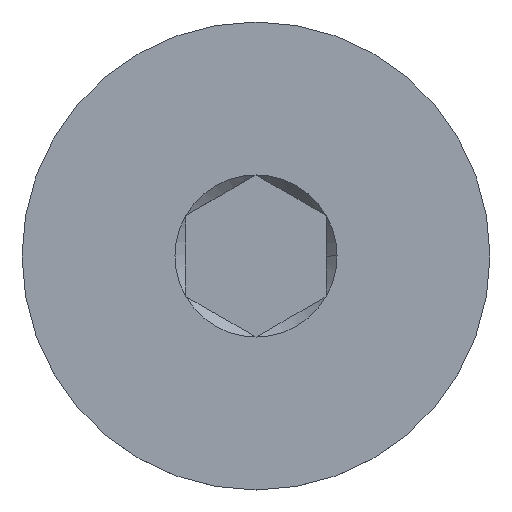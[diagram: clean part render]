
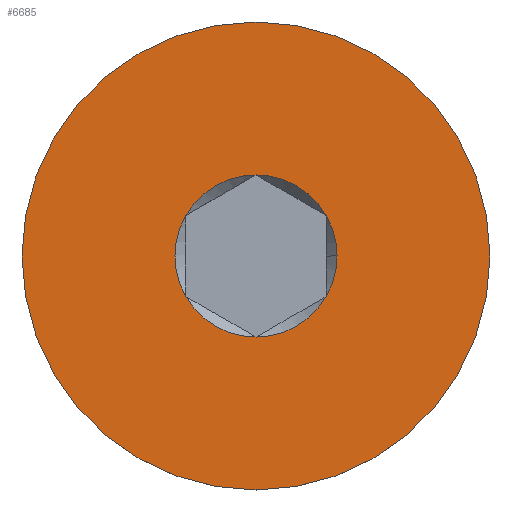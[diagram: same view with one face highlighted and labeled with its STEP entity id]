
A CAD part, top view. The second image highlights one B-rep face of the part: STEP entity #6685.
In plain terms, the highlighted planar face has unit normal (0, 0, 1).
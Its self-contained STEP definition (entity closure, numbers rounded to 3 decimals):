
#3 = CIRCLE ( 'NONE', #3082, 0.866 ) ;
#20 = EDGE_LOOP ( 'NONE', ( #5054, #5704, #122, #3997, #2722, #4884, #2466 ) ) ;
#53 = CARTESIAN_POINT ( 'NONE',  ( 0., 0., 1.5 ) ) ;
#81 = ORIENTED_EDGE ( 'NONE', *, *, #3955, .F. ) ;
#122 = ORIENTED_EDGE ( 'NONE', *, *, #579, .F. ) ;
#125 = EDGE_CURVE ( 'NONE', #6448, #6077, #3757, .T. ) ;
#283 = AXIS2_PLACEMENT_3D ( 'NONE', #2528, #905, #2489 ) ;
#285 = CARTESIAN_POINT ( 'NONE',  ( 0., 0.866, 1.5 ) ) ;
#397 = VERTEX_POINT ( 'NONE', #6363 ) ;
#455 = EDGE_CURVE ( 'NONE', #397, #6448, #5023, .T. ) ;
#489 = CIRCLE ( 'NONE', #1531, 0.866 ) ;
#506 = CIRCLE ( 'NONE', #283, 0.866 ) ;
#579 = EDGE_CURVE ( 'NONE', #1831, #397, #489, .T. ) ;
#668 = FACE_BOUND ( 'NONE', #20, .T. ) ;
#889 = CARTESIAN_POINT ( 'NONE',  ( 0., 0., 1.5 ) ) ;
#905 = DIRECTION ( 'NONE',  ( 0., 0., 1. ) ) ;
#1002 = DIRECTION ( 'NONE',  ( 0., 0., -1. ) ) ;
#1052 = DIRECTION ( 'NONE',  ( 1., 0., 0. ) ) ;
#1105 = DIRECTION ( 'NONE',  ( 1., 0., 0. ) ) ;
#1159 = CIRCLE ( 'NONE', #5476, 0.866 ) ;
#1192 = AXIS2_PLACEMENT_3D ( 'NONE', #2215, #6456, #2121 ) ;
#1266 = CARTESIAN_POINT ( 'NONE',  ( 0.75, 0.433, 1.5 ) ) ;
#1321 = FACE_OUTER_BOUND ( 'NONE', #3229, .T. ) ;
#1531 = AXIS2_PLACEMENT_3D ( 'NONE', #1603, #3211, #1052 ) ;
#1603 = CARTESIAN_POINT ( 'NONE',  ( 0., 0., 1.5 ) ) ;
#1831 = VERTEX_POINT ( 'NONE', #3024 ) ;
#1850 = EDGE_CURVE ( 'NONE', #5452, #1831, #6801, .T. ) ;
#1981 = CIRCLE ( 'NONE', #3830, 2.5 ) ;
#2080 = AXIS2_PLACEMENT_3D ( 'NONE', #889, #2363, #6616 ) ;
#2121 = DIRECTION ( 'NONE',  ( 1., 0., 0. ) ) ;
#2215 = CARTESIAN_POINT ( 'NONE',  ( 0., 0., 1.5 ) ) ;
#2223 = CARTESIAN_POINT ( 'NONE',  ( 0.866, 0., 1.5 ) ) ;
#2287 = CARTESIAN_POINT ( 'NONE',  ( 0., 0., 1.5 ) ) ;
#2309 = CARTESIAN_POINT ( 'NONE',  ( 0.75, -0.433, 1.5 ) ) ;
#2363 = DIRECTION ( 'NONE',  ( 0., 0., 1. ) ) ;
#2466 = ORIENTED_EDGE ( 'NONE', *, *, #5208, .F. ) ;
#2489 = DIRECTION ( 'NONE',  ( 1., 0., 0. ) ) ;
#2528 = CARTESIAN_POINT ( 'NONE',  ( 0., 0., 1.5 ) ) ;
#2684 = DIRECTION ( 'NONE',  ( 0., 0., 1. ) ) ;
#2722 = ORIENTED_EDGE ( 'NONE', *, *, #5546, .F. ) ;
#3019 = AXIS2_PLACEMENT_3D ( 'NONE', #4896, #2684, #5302 ) ;
#3024 = CARTESIAN_POINT ( 'NONE',  ( -0.75, 0.433, 1.5 ) ) ;
#3082 = AXIS2_PLACEMENT_3D ( 'NONE', #53, #4255, #1105 ) ;
#3117 = DIRECTION ( 'NONE',  ( 1., 0., 0. ) ) ;
#3174 = AXIS2_PLACEMENT_3D ( 'NONE', #2287, #4908, #3864 ) ;
#3211 = DIRECTION ( 'NONE',  ( 0., 0., 1. ) ) ;
#3229 = EDGE_LOOP ( 'NONE', ( #81, #4434 ) ) ;
#3433 = DIRECTION ( 'NONE',  ( 0., 0., 1. ) ) ;
#3517 = VERTEX_POINT ( 'NONE', #2223 ) ;
#3579 = CARTESIAN_POINT ( 'NONE',  ( 0., -2.5, 1.5 ) ) ;
#3672 = CARTESIAN_POINT ( 'NONE',  ( 0., 0., 1.5 ) ) ;
#3757 = CIRCLE ( 'NONE', #3019, 0.866 ) ;
#3772 = CARTESIAN_POINT ( 'NONE',  ( 0., 2.5, 1.5 ) ) ;
#3830 = AXIS2_PLACEMENT_3D ( 'NONE', #3672, #1002, #4690 ) ;
#3864 = DIRECTION ( 'NONE',  ( 0., 1., 0. ) ) ;
#3955 = EDGE_CURVE ( 'NONE', #4071, #4839, #1981, .T. ) ;
#3997 = ORIENTED_EDGE ( 'NONE', *, *, #1850, .F. ) ;
#4071 = VERTEX_POINT ( 'NONE', #3772 ) ;
#4255 = DIRECTION ( 'NONE',  ( 0., 0., 1. ) ) ;
#4434 = ORIENTED_EDGE ( 'NONE', *, *, #6033, .F. ) ;
#4538 = CIRCLE ( 'NONE', #3174, 2.5 ) ;
#4690 = DIRECTION ( 'NONE',  ( 0., 1., 0. ) ) ;
#4713 = EDGE_CURVE ( 'NONE', #3517, #5339, #506, .T. ) ;
#4724 = DIRECTION ( 'NONE',  ( 0., 0., 1. ) ) ;
#4802 = CARTESIAN_POINT ( 'NONE',  ( 0., 0., 1.5 ) ) ;
#4829 = PLANE ( 'NONE',  #2080 ) ;
#4839 = VERTEX_POINT ( 'NONE', #3579 ) ;
#4884 = ORIENTED_EDGE ( 'NONE', *, *, #4713, .F. ) ;
#4896 = CARTESIAN_POINT ( 'NONE',  ( 0., 0., 1.5 ) ) ;
#4908 = DIRECTION ( 'NONE',  ( 0., 0., -1. ) ) ;
#5023 = CIRCLE ( 'NONE', #1192, 0.866 ) ;
#5054 = ORIENTED_EDGE ( 'NONE', *, *, #125, .F. ) ;
#5208 = EDGE_CURVE ( 'NONE', #6077, #3517, #3, .T. ) ;
#5302 = DIRECTION ( 'NONE',  ( 1., 0., 0. ) ) ;
#5339 = VERTEX_POINT ( 'NONE', #1266 ) ;
#5452 = VERTEX_POINT ( 'NONE', #285 ) ;
#5476 = AXIS2_PLACEMENT_3D ( 'NONE', #6602, #3433, #6118 ) ;
#5546 = EDGE_CURVE ( 'NONE', #5339, #5452, #1159, .T. ) ;
#5704 = ORIENTED_EDGE ( 'NONE', *, *, #455, .F. ) ;
#5950 = AXIS2_PLACEMENT_3D ( 'NONE', #4802, #4724, #3117 ) ;
#6033 = EDGE_CURVE ( 'NONE', #4839, #4071, #4538, .T. ) ;
#6077 = VERTEX_POINT ( 'NONE', #2309 ) ;
#6118 = DIRECTION ( 'NONE',  ( 1., 0., 0. ) ) ;
#6363 = CARTESIAN_POINT ( 'NONE',  ( -0.75, -0.433, 1.5 ) ) ;
#6448 = VERTEX_POINT ( 'NONE', #6802 ) ;
#6456 = DIRECTION ( 'NONE',  ( 0., 0., 1. ) ) ;
#6602 = CARTESIAN_POINT ( 'NONE',  ( 0., 0., 1.5 ) ) ;
#6616 = DIRECTION ( 'NONE',  ( 0., -1., 0. ) ) ;
#6685 = ADVANCED_FACE ( 'NONE', ( #668, #1321 ), #4829, .T. ) ;
#6801 = CIRCLE ( 'NONE', #5950, 0.866 ) ;
#6802 = CARTESIAN_POINT ( 'NONE',  ( 0., -0.866, 1.5 ) ) ;
